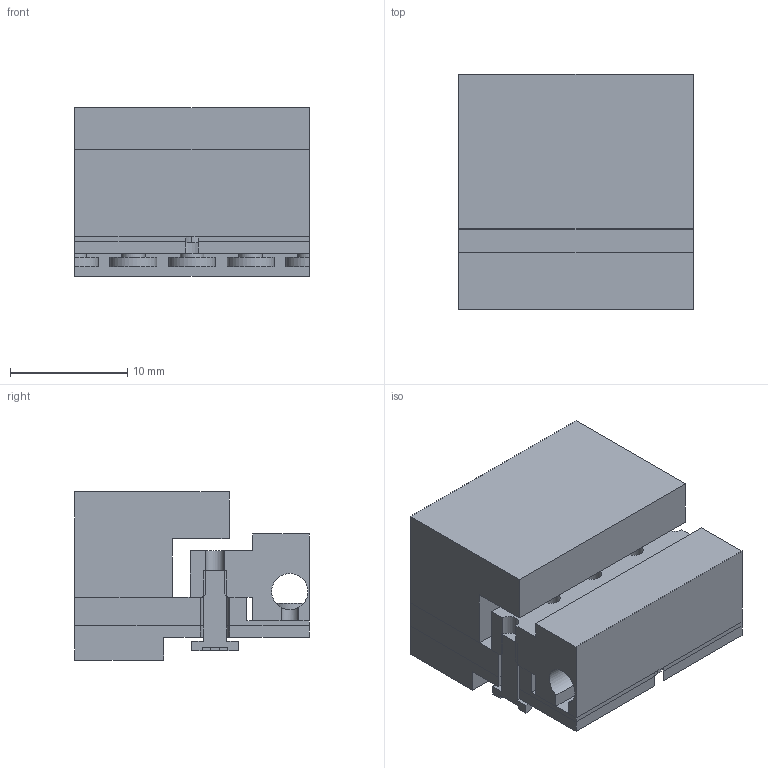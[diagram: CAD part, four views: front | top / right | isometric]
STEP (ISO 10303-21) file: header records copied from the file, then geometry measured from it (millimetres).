
FILE_DESCRIPTION(('Open CASCADE Model'),'2;1');
FILE_NAME('Open CASCADE Shape Model','2025-12-27T19:51:42',('Author'),( 'Open CASCADE'),'Open CASCADE STEP processor 7.8','Open CASCADE 7.8' ,'Unknown');
FILE_SCHEMA(('AUTOMOTIVE_DESIGN { 1 0 10303 214 1 1 1 1 }'));
Length unit declared in the file: millimetre
Products named in the file (17): Open CASCADE STEP translator 7.8 1; Open CASCADE STEP translator 7.8 1.1; Open CASCADE STEP translator 7.8 1.2; Open CASCADE STEP translator 7.8 1.3; Open CASCADE STEP translator 7.8 1.4; Open CASCADE STEP translator 7.8 1.5; Open CASCADE STEP translator 7.8 1.6; Open CASCADE STEP translator 7.8 1.7; Open CASCADE STEP translator 7.8 1.8; Open CASCADE STEP translator 7.8 1.9; Open CASCADE STEP translator 7.8 1.10; Open CASCADE STEP translator 7.8 1.11; Open CASCADE STEP translator 7.8 1.12; Open CASCADE STEP translator 7.8 1.13; Open CASCADE STEP translator 7.8 1.14; Open CASCADE STEP translator 7.8 1.15; Open CASCADE STEP translator 7.8 1.16
Assembly tree (16 placements, depth 2):
  Open CASCADE STEP translator 7.8 1
    Open CASCADE STEP translator 7.8 1.1
    Open CASCADE STEP translator 7.8 1.2
    Open CASCADE STEP translator 7.8 1.3
    Open CASCADE STEP translator 7.8 1.4
    Open CASCADE STEP translator 7.8 1.5
    Open CASCADE STEP translator 7.8 1.6
    Open CASCADE STEP translator 7.8 1.7
    Open CASCADE STEP translator 7.8 1.8
    Open CASCADE STEP translator 7.8 1.9
    Open CASCADE STEP translator 7.8 1.10
    Open CASCADE STEP translator 7.8 1.11
    Open CASCADE STEP translator 7.8 1.12
    Open CASCADE STEP translator 7.8 1.13
    Open CASCADE STEP translator 7.8 1.14
    Open CASCADE STEP translator 7.8 1.15
    Open CASCADE STEP translator 7.8 1.16
Bounding box: 20 x 20 x 14.34 mm (x, y, z)
Volume: 4293.2 mm3; surface area: 4545.1 mm2
Topology: 16 solids, 16 shells, 317 faces, 828 edges, 548 vertices
Faces by surface type: plane 157, cylinder 124, cone 36
Entity records: 43333 total; most frequent: CARTESIAN_POINT 27358, DIRECTION 2696, ORIENTED_EDGE 1656, PCURVE 1656, DEFINITIONAL_REPRESENTATION 1656, LINE 1442, VECTOR 1442, EDGE_CURVE 828
